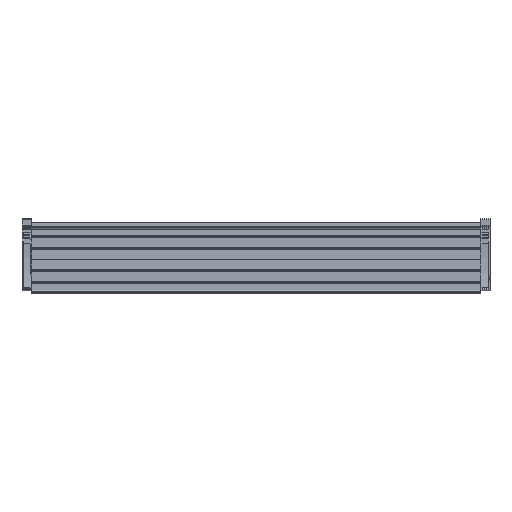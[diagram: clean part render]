
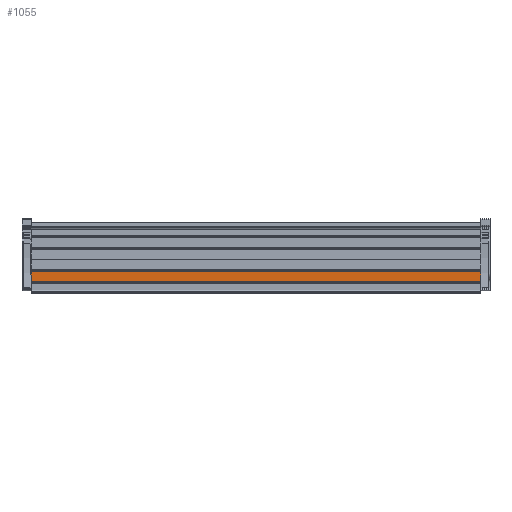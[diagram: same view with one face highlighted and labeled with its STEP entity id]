
A CAD part, top view. The second image highlights one B-rep face of the part: STEP entity #1055.
In plain terms, the highlighted planar face has unit normal (0, 0, 1).
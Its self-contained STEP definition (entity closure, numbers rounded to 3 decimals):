
#677=AXIS2_PLACEMENT_3D('Plane Axis2P3D',#674,#675,#676) ;
#674=CARTESIAN_POINT('Axis2P3D Location',(5.,31.15,9.248)) ;
#1003=CARTESIAN_POINT('Line Origine',(130.,11.874,9.248)) ;
#1007=CARTESIAN_POINT('Vertex',(255.,11.874,9.248)) ;
#1009=CARTESIAN_POINT('Vertex',(5.,11.874,9.248)) ;
#1030=CARTESIAN_POINT('Line Origine',(255.,9.137,9.248)) ;
#1034=CARTESIAN_POINT('Vertex',(255.,6.4,9.248)) ;
#1037=CARTESIAN_POINT('Line Origine',(5.,9.137,9.248)) ;
#1041=CARTESIAN_POINT('Vertex',(5.,6.4,9.248)) ;
#1044=CARTESIAN_POINT('Line Origine',(130.,6.4,9.248)) ;
#675=DIRECTION('Axis2P3D Direction',(0.,0.,1.)) ;
#676=DIRECTION('Axis2P3D XDirection',(0.,-1.,0.)) ;
#1004=DIRECTION('Vector Direction',(1.,0.,0.)) ;
#1031=DIRECTION('Vector Direction',(0.,1.,0.)) ;
#1038=DIRECTION('Vector Direction',(0.,1.,0.)) ;
#1045=DIRECTION('Vector Direction',(1.,0.,0.)) ;
#1005=VECTOR('Line Direction',#1004,1.) ;
#1032=VECTOR('Line Direction',#1031,1.) ;
#1039=VECTOR('Line Direction',#1038,1.) ;
#1046=VECTOR('Line Direction',#1045,1.) ;
#1050=ORIENTED_EDGE('',*,*,#1036,.F.) ;
#1051=ORIENTED_EDGE('',*,*,#1011,.T.) ;
#1052=ORIENTED_EDGE('',*,*,#1043,.T.) ;
#1053=ORIENTED_EDGE('',*,*,#1048,.T.) ;
#1055=ADVANCED_FACE('EINSATZPROFIL',(#1054),#678,.T.) ;
#1011=EDGE_CURVE('',#1008,#1010,#1006,.F.) ;
#1036=EDGE_CURVE('',#1008,#1035,#1033,.F.) ;
#1043=EDGE_CURVE('',#1010,#1042,#1040,.F.) ;
#1048=EDGE_CURVE('',#1042,#1035,#1047,.T.) ;
#1049=EDGE_LOOP('',(#1050,#1051,#1052,#1053)) ;
#1054=FACE_OUTER_BOUND('',#1049,.T.) ;
#1006=LINE('Line',#1003,#1005) ;
#1033=LINE('Line',#1030,#1032) ;
#1040=LINE('Line',#1037,#1039) ;
#1047=LINE('Line',#1044,#1046) ;
#678=PLANE('',#677) ;
#1008=VERTEX_POINT('',#1007) ;
#1010=VERTEX_POINT('',#1009) ;
#1035=VERTEX_POINT('',#1034) ;
#1042=VERTEX_POINT('',#1041) ;
